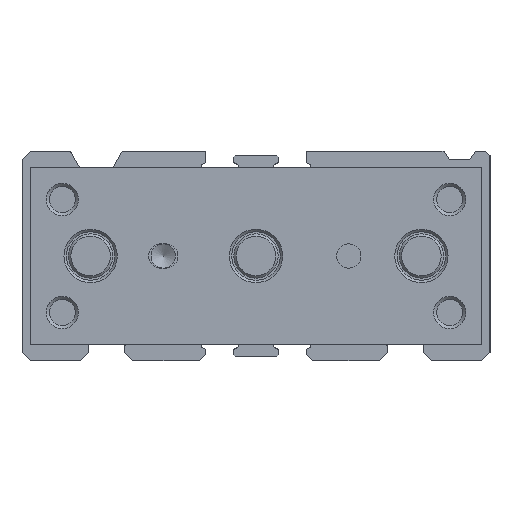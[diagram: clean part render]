
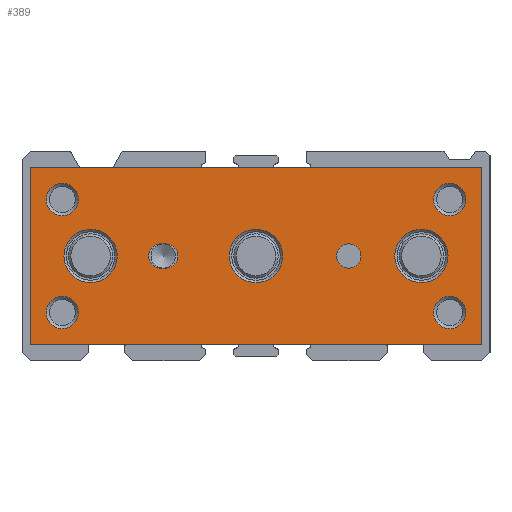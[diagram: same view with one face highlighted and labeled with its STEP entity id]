
A CAD part, left-side view. The second image highlights one B-rep face of the part: STEP entity #389.
In plain terms, the highlighted planar face has unit normal (-1, 0, 0).
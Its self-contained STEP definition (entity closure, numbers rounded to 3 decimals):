
#389 = ADVANCED_FACE( '', ( #1000, #1001, #1002, #1003, #1004, #1005, #1006, #1007, #1008, #1009 ), #1010, .F. );
#1000 = FACE_BOUND( '', #1703, .T. );
#1001 = FACE_BOUND( '', #1704, .T. );
#1002 = FACE_BOUND( '', #1705, .T. );
#1003 = FACE_BOUND( '', #1706, .T. );
#1004 = FACE_BOUND( '', #1707, .T. );
#1005 = FACE_BOUND( '', #1708, .T. );
#1006 = FACE_BOUND( '', #1709, .T. );
#1007 = FACE_BOUND( '', #1710, .T. );
#1008 = FACE_BOUND( '', #1711, .T. );
#1009 = FACE_OUTER_BOUND( '', #1712, .T. );
#1010 = PLANE( '', #1713 );
#1703 = EDGE_LOOP( '', ( #3447, #3448, #3449, #3450 ) );
#1704 = EDGE_LOOP( '', ( #3451 ) );
#1705 = EDGE_LOOP( '', ( #3452 ) );
#1706 = EDGE_LOOP( '', ( #3453 ) );
#1707 = EDGE_LOOP( '', ( #3454 ) );
#1708 = EDGE_LOOP( '', ( #3455 ) );
#1709 = EDGE_LOOP( '', ( #3456 ) );
#1710 = EDGE_LOOP( '', ( #3457 ) );
#1711 = EDGE_LOOP( '', ( #3458 ) );
#1712 = EDGE_LOOP( '', ( #3459, #3460, #3461, #3462 ) );
#1713 = AXIS2_PLACEMENT_3D( '', #3463, #3464, #3465 );
#3447 = ORIENTED_EDGE( '', *, *, #4195, .T. );
#3448 = ORIENTED_EDGE( '', *, *, #4196, .T. );
#3449 = ORIENTED_EDGE( '', *, *, #4197, .T. );
#3450 = ORIENTED_EDGE( '', *, *, #4198, .T. );
#3451 = ORIENTED_EDGE( '', *, *, #4199, .T. );
#3452 = ORIENTED_EDGE( '', *, *, #4200, .T. );
#3453 = ORIENTED_EDGE( '', *, *, #4201, .T. );
#3454 = ORIENTED_EDGE( '', *, *, #4202, .T. );
#3455 = ORIENTED_EDGE( '', *, *, #4203, .T. );
#3456 = ORIENTED_EDGE( '', *, *, #4204, .T. );
#3457 = ORIENTED_EDGE( '', *, *, #4205, .T. );
#3458 = ORIENTED_EDGE( '', *, *, #4206, .T. );
#3459 = ORIENTED_EDGE( '', *, *, #4176, .F. );
#3460 = ORIENTED_EDGE( '', *, *, #4183, .F. );
#3461 = ORIENTED_EDGE( '', *, *, #4194, .F. );
#3462 = ORIENTED_EDGE( '', *, *, #4180, .F. );
#3463 = CARTESIAN_POINT( '', ( 0., 0., 0. ) );
#3464 = DIRECTION( '', ( 1., 0., 0. ) );
#3465 = DIRECTION( '', ( 0., 0., -1. ) );
#4176 = EDGE_CURVE( '', #5036, #5037, #5038, .T. );
#4180 = EDGE_CURVE( '', #5037, #5044, #5045, .T. );
#4183 = EDGE_CURVE( '', #5049, #5036, #5050, .T. );
#4194 = EDGE_CURVE( '', #5044, #5049, #5069, .T. );
#4195 = EDGE_CURVE( '', #5070, #5071, #5072, .T. );
#4196 = EDGE_CURVE( '', #5071, #5073, #5074, .T. );
#4197 = EDGE_CURVE( '', #5073, #5075, #5076, .T. );
#4198 = EDGE_CURVE( '', #5075, #5070, #5077, .T. );
#4199 = EDGE_CURVE( '', #5078, #5078, #5079, .T. );
#4200 = EDGE_CURVE( '', #5080, #5080, #5081, .T. );
#4201 = EDGE_CURVE( '', #5082, #5082, #5083, .T. );
#4202 = EDGE_CURVE( '', #5084, #5084, #5085, .T. );
#4203 = EDGE_CURVE( '', #5086, #5086, #5087, .T. );
#4204 = EDGE_CURVE( '', #5088, #5088, #5089, .T. );
#4205 = EDGE_CURVE( '', #5090, #5090, #5091, .T. );
#4206 = EDGE_CURVE( '', #5092, #5092, #5093, .T. );
#5036 = VERTEX_POINT( '', #6218 );
#5037 = VERTEX_POINT( '', #6219 );
#5038 = LINE( '', #6220, #6221 );
#5044 = VERTEX_POINT( '', #6230 );
#5045 = LINE( '', #6231, #6232 );
#5049 = VERTEX_POINT( '', #6238 );
#5050 = LINE( '', #6239, #6240 );
#5069 = LINE( '', #6262, #6263 );
#5070 = VERTEX_POINT( '', #6264 );
#5071 = VERTEX_POINT( '', #6265 );
#5072 = CIRCLE( '', #6266, 1.5 );
#5073 = VERTEX_POINT( '', #6267 );
#5074 = LINE( '', #6268, #6269 );
#5075 = VERTEX_POINT( '', #6270 );
#5076 = CIRCLE( '', #6271, 1.5 );
#5077 = LINE( '', #6272, #6273 );
#5078 = VERTEX_POINT( '', #6274 );
#5079 = CIRCLE( '', #6275, 1.5 );
#5080 = VERTEX_POINT( '', #6276 );
#5081 = CIRCLE( '', #6277, 2. );
#5082 = VERTEX_POINT( '', #6278 );
#5083 = CIRCLE( '', #6279, 2. );
#5084 = VERTEX_POINT( '', #6280 );
#5085 = CIRCLE( '', #6281, 2. );
#5086 = VERTEX_POINT( '', #6282 );
#5087 = CIRCLE( '', #6283, 2. );
#5088 = VERTEX_POINT( '', #6284 );
#5089 = CIRCLE( '', #6285, 3.3 );
#5090 = VERTEX_POINT( '', #6286 );
#5091 = CIRCLE( '', #6287, 3.3 );
#5092 = VERTEX_POINT( '', #6288 );
#5093 = CIRCLE( '', #6289, 3.3 );
#6218 = CARTESIAN_POINT( '', ( 0., 11., -28. ) );
#6219 = CARTESIAN_POINT( '', ( 0., 11., 28. ) );
#6220 = CARTESIAN_POINT( '', ( 0., 11., -28. ) );
#6221 = VECTOR( '', #7216, 1000. );
#6230 = CARTESIAN_POINT( '', ( 0., -11., 28. ) );
#6231 = CARTESIAN_POINT( '', ( 0., 11., 28. ) );
#6232 = VECTOR( '', #7220, 1000. );
#6238 = CARTESIAN_POINT( '', ( 0., -11., -28. ) );
#6239 = CARTESIAN_POINT( '', ( 0., -11., -28. ) );
#6240 = VECTOR( '', #7223, 1000. );
#6262 = CARTESIAN_POINT( '', ( 0., -11., 28. ) );
#6263 = VECTOR( '', #7248, 1000. );
#6264 = CARTESIAN_POINT( '', ( 0., 1.5, -11.2 ) );
#6265 = CARTESIAN_POINT( '', ( 0., -1.5, -11.2 ) );
#6266 = AXIS2_PLACEMENT_3D( '', #7249, #7250, #7251 );
#6267 = CARTESIAN_POINT( '', ( 0., -1.5, -11.8 ) );
#6268 = CARTESIAN_POINT( '', ( 0., -1.5, -11.2 ) );
#6269 = VECTOR( '', #7252, 1000. );
#6270 = CARTESIAN_POINT( '', ( 0., 1.5, -11.8 ) );
#6271 = AXIS2_PLACEMENT_3D( '', #7253, #7254, #7255 );
#6272 = CARTESIAN_POINT( '', ( 0., 1.5, -11.8 ) );
#6273 = VECTOR( '', #7256, 1000. );
#6274 = CARTESIAN_POINT( '', ( 0., 0., 10. ) );
#6275 = AXIS2_PLACEMENT_3D( '', #7257, #7258, #7259 );
#6276 = CARTESIAN_POINT( '', ( 0., -7., -26. ) );
#6277 = AXIS2_PLACEMENT_3D( '', #7260, #7261, #7262 );
#6278 = CARTESIAN_POINT( '', ( 0., 7., 22. ) );
#6279 = AXIS2_PLACEMENT_3D( '', #7263, #7264, #7265 );
#6280 = CARTESIAN_POINT( '', ( 0., 7., -26. ) );
#6281 = AXIS2_PLACEMENT_3D( '', #7266, #7267, #7268 );
#6282 = CARTESIAN_POINT( '', ( 0., -7., 22. ) );
#6283 = AXIS2_PLACEMENT_3D( '', #7269, #7270, #7271 );
#6284 = CARTESIAN_POINT( '', ( 0., 0., -23.8 ) );
#6285 = AXIS2_PLACEMENT_3D( '', #7272, #7273, #7274 );
#6286 = CARTESIAN_POINT( '', ( 0., 0., -3.3 ) );
#6287 = AXIS2_PLACEMENT_3D( '', #7275, #7276, #7277 );
#6288 = CARTESIAN_POINT( '', ( 0., 0., 17.2 ) );
#6289 = AXIS2_PLACEMENT_3D( '', #7278, #7279, #7280 );
#7216 = DIRECTION( '', ( 0., 0., 1. ) );
#7220 = DIRECTION( '', ( 0., -1., 0. ) );
#7223 = DIRECTION( '', ( 0., 1., 0. ) );
#7248 = DIRECTION( '', ( 0., 0., -1. ) );
#7249 = CARTESIAN_POINT( '', ( 0., 0., -11.2 ) );
#7250 = DIRECTION( '', ( 1., 0., 0. ) );
#7251 = DIRECTION( '', ( 0., 0., -1. ) );
#7252 = DIRECTION( '', ( 0., 0., -1. ) );
#7253 = CARTESIAN_POINT( '', ( 0., 0., -11.8 ) );
#7254 = DIRECTION( '', ( 1., 0., 0. ) );
#7255 = DIRECTION( '', ( 0., 0., -1. ) );
#7256 = DIRECTION( '', ( 0., 0., 1. ) );
#7257 = CARTESIAN_POINT( '', ( 0., 0., 11.5 ) );
#7258 = DIRECTION( '', ( 1., 0., 0. ) );
#7259 = DIRECTION( '', ( 0., 0., -1. ) );
#7260 = CARTESIAN_POINT( '', ( 0., -7., -24. ) );
#7261 = DIRECTION( '', ( 1., 0., 0. ) );
#7262 = DIRECTION( '', ( 0., 0., -1. ) );
#7263 = CARTESIAN_POINT( '', ( 0., 7., 24. ) );
#7264 = DIRECTION( '', ( 1., 0., 0. ) );
#7265 = DIRECTION( '', ( 0., 0., -1. ) );
#7266 = CARTESIAN_POINT( '', ( 0., 7., -24. ) );
#7267 = DIRECTION( '', ( 1., 0., 0. ) );
#7268 = DIRECTION( '', ( 0., 0., -1. ) );
#7269 = CARTESIAN_POINT( '', ( 0., -7., 24. ) );
#7270 = DIRECTION( '', ( 1., 0., 0. ) );
#7271 = DIRECTION( '', ( 0., 0., -1. ) );
#7272 = CARTESIAN_POINT( '', ( 0., 0., -20.5 ) );
#7273 = DIRECTION( '', ( 1., 0., 0. ) );
#7274 = DIRECTION( '', ( 0., 0., -1. ) );
#7275 = CARTESIAN_POINT( '', ( 0., 0., 0. ) );
#7276 = DIRECTION( '', ( 1., 0., 0. ) );
#7277 = DIRECTION( '', ( 0., 0., -1. ) );
#7278 = CARTESIAN_POINT( '', ( 0., 0., 20.5 ) );
#7279 = DIRECTION( '', ( 1., 0., 0. ) );
#7280 = DIRECTION( '', ( 0., 0., -1. ) );
